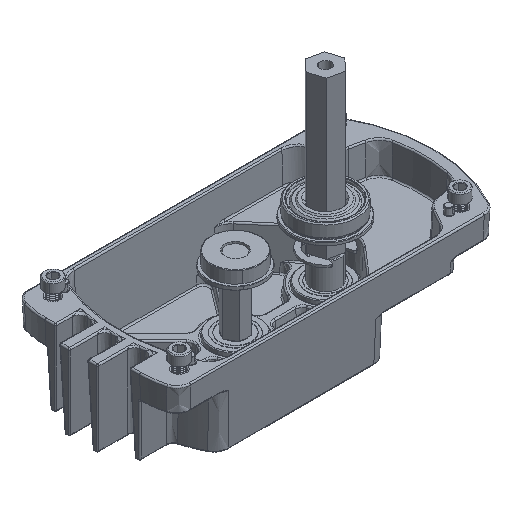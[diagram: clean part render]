
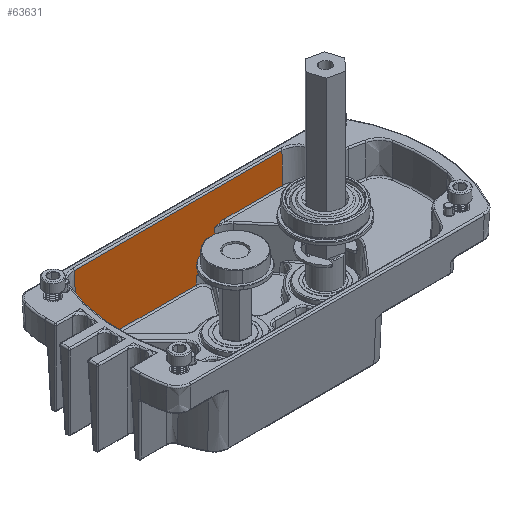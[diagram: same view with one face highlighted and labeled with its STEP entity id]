
A CAD part, isometric view. The second image highlights one B-rep face of the part: STEP entity #63631.
In plain terms, the highlighted face is planar.
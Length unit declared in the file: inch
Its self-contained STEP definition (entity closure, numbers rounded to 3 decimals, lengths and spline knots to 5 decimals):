
#960 = CARTESIAN_POINT ( 'NONE',  ( 1.33017, -0.95614, -0.56779 ) ) ;
#1235 = VECTOR ( 'NONE', #45192, 39.37008 ) ;
#2879 = ORIENTED_EDGE ( 'NONE', *, *, #64465, .T. ) ;
#3363 = CARTESIAN_POINT ( 'NONE',  ( 1.35012, -2.17859, 0.00354 ) ) ;
#3956 = LINE ( 'NONE', #59389, #64630 ) ;
#4662 = CARTESIAN_POINT ( 'NONE',  ( 1.33094, -1.11112, -0.54587 ) ) ;
#4800 = CARTESIAN_POINT ( 'NONE',  ( 1.30492, 0.87803, -1.29087 ) ) ;
#4936 = EDGE_CURVE ( 'NONE', #14879, #31305, #17658, .T. ) ;
#5275 = LINE ( 'NONE', #10315, #8280 ) ;
#5370 = EDGE_CURVE ( 'NONE', #34252, #17421, #69902, .T. ) ;
#6833 = ORIENTED_EDGE ( 'NONE', *, *, #48554, .T. ) ;
#7315 = CARTESIAN_POINT ( 'NONE',  ( 1.31156, -0.72809, -1.10087 ) ) ;
#8108 = VERTEX_POINT ( 'NONE', #18704 ) ;
#8280 = VECTOR ( 'NONE', #54248, 39.37008 ) ;
#8340 = ORIENTED_EDGE ( 'NONE', *, *, #13843, .T. ) ;
#8479 = ORIENTED_EDGE ( 'NONE', *, *, #4936, .T. ) ;
#9646 = CARTESIAN_POINT ( 'NONE',  ( 1.3305, 1.51037, -0.55847 ) ) ;
#9797 = CARTESIAN_POINT ( 'NONE',  ( 1.35031, -0.69881, 0.00892 ) ) ;
#9813 = VERTEX_POINT ( 'NONE', #22279 ) ;
#10010 = CARTESIAN_POINT ( 'NONE',  ( 1.30492, -0.60779, -1.29087 ) ) ;
#10063 = DIRECTION ( 'NONE',  ( 0., -1., 0. ) ) ;
#10315 = CARTESIAN_POINT ( 'NONE',  ( 1.31156, -0.82631, -1.10087 ) ) ;
#10782 = CARTESIAN_POINT ( 'NONE',  ( 1.33006, -1.01055, -0.57089 ) ) ;
#11149 = CARTESIAN_POINT ( 'NONE',  ( 1.33068, -1.06742, -0.55332 ) ) ;
#11799 = VERTEX_POINT ( 'NONE', #4800 ) ;
#12407 = VECTOR ( 'NONE', #26028, 39.37008 ) ;
#12788 = CARTESIAN_POINT ( 'NONE',  ( 1.34916, -2.17803, -0.02413 ) ) ;
#12844 = EDGE_CURVE ( 'NONE', #36393, #14879, #5275, .T. ) ;
#13077 = CARTESIAN_POINT ( 'NONE',  ( 1.31116, -0.67845, -1.11212 ) ) ;
#13478 = EDGE_CURVE ( 'NONE', #65332, #8108, #26685, .T. ) ;
#13843 = EDGE_CURVE ( 'NONE', #25523, #9813, #33380, .T. ) ;
#14879 = VERTEX_POINT ( 'NONE', #61157 ) ;
#14905 = CARTESIAN_POINT ( 'NONE',  ( 1.33094, -2.16742, -0.54587 ) ) ;
#15169 = EDGE_CURVE ( 'NONE', #52061, #25523, #67758, .T. ) ;
#15989 = PLANE ( 'NONE',  #19016 ) ;
#16098 = CARTESIAN_POINT ( 'NONE',  ( 1.34916, 1.5225, -0.02413 ) ) ;
#16829 = CARTESIAN_POINT ( 'NONE',  ( 1.3115, 0.98016, -1.10256 ) ) ;
#17421 = VERTEX_POINT ( 'NONE', #12788 ) ;
#17658 = B_SPLINE_CURVE_WITH_KNOTS ( 'NONE', 3,
 ( #34134, #28679, #16829, #38826, #27978, #66810, #44229, #66103 ),
 .UNSPECIFIED., .F., .F.,
 ( 4, 2, 2, 4 ),
 ( 0., 0.00078, 0.00156, 0.00311 ),
 .UNSPECIFIED. ) ;
#18704 = CARTESIAN_POINT ( 'NONE',  ( 1.30987, -0.61772, -1.14913 ) ) ;
#19016 = AXIS2_PLACEMENT_3D ( 'NONE', #27488, #37990, #59920 ) ;
#19107 = LINE ( 'NONE', #52609, #27935 ) ;
#19434 = VECTOR ( 'NONE', #33025, 39.37008 ) ;
#21547 = LINE ( 'NONE', #70133, #46321 ) ;
#21555 = CARTESIAN_POINT ( 'NONE',  ( 1.33088, -1.09644, -0.54766 ) ) ;
#22279 = CARTESIAN_POINT ( 'NONE',  ( 1.32925, -0.95571, -0.59413 ) ) ;
#22955 = ORIENTED_EDGE ( 'NONE', *, *, #40988, .T. ) ;
#23693 = CARTESIAN_POINT ( 'NONE',  ( 1.31156, 1.49799, -1.10087 ) ) ;
#23742 = CARTESIAN_POINT ( 'NONE',  ( 1.30987, 0.89011, -1.14913 ) ) ;
#24044 = EDGE_CURVE ( 'NONE', #53807, #34252, #35607, .T. ) ;
#24761 = EDGE_CURVE ( 'NONE', #17421, #33517, #19107, .T. ) ;
#25523 = VERTEX_POINT ( 'NONE', #30832 ) ;
#26028 = DIRECTION ( 'NONE',  ( 0.035, -0.02, 0.999 ) ) ;
#26537 = CARTESIAN_POINT ( 'NONE',  ( 1.31787, 1.50213, -0.92007 ) ) ;
#26685 = LINE ( 'NONE', #9797, #33599 ) ;
#26900 = CARTESIAN_POINT ( 'NONE',  ( 1.32418, 1.50626, -0.73927 ) ) ;
#27388 = DIRECTION ( 'NONE',  ( 0.035, -0.07, 0.997 ) ) ;
#27488 = CARTESIAN_POINT ( 'NONE',  ( 1.35, -0.82631, 0. ) ) ;
#27935 = VECTOR ( 'NONE', #46883, 39.37008 ) ;
#27978 = CARTESIAN_POINT ( 'NONE',  ( 1.31116, 0.9509, -1.11213 ) ) ;
#28211 = CARTESIAN_POINT ( 'NONE',  ( 1.30987, -0.61772, -1.14913 ) ) ;
#28679 = CARTESIAN_POINT ( 'NONE',  ( 1.31156, 0.99023, -1.10087 ) ) ;
#29145 = B_SPLINE_CURVE_WITH_KNOTS ( 'NONE', 3,
 ( #28211, #40458, #46235, #13077, #39764, #62019, #61682, #7315 ),
 .UNSPECIFIED., .F., .F.,
 ( 4, 2, 2, 4 ),
 ( -0.00001, 0.00155, 0.00232, 0.0031 ),
 .UNSPECIFIED. ) ;
#29645 = CARTESIAN_POINT ( 'NONE',  ( 1.31156, -0.82631, -1.10087 ) ) ;
#30832 = CARTESIAN_POINT ( 'NONE',  ( 1.31156, -0.94758, -1.10087 ) ) ;
#31305 = VERTEX_POINT ( 'NONE', #23742 ) ;
#32900 = ORIENTED_EDGE ( 'NONE', *, *, #64267, .T. ) ;
#33025 = DIRECTION ( 'NONE',  ( 0.035, -0.016, 0.999 ) ) ;
#33380 = LINE ( 'NONE', #960, #19434 ) ;
#33499 = CARTESIAN_POINT ( 'NONE',  ( 1.31156, -0.72809, -1.10087 ) ) ;
#33517 = VERTEX_POINT ( 'NONE', #45849 ) ;
#33599 = VECTOR ( 'NONE', #27388, 39.37008 ) ;
#34123 = CARTESIAN_POINT ( 'NONE',  ( 1.33094, -1.12611, -0.54587 ) ) ;
#34134 = CARTESIAN_POINT ( 'NONE',  ( 1.31156, 1.00058, -1.10087 ) ) ;
#34252 = VERTEX_POINT ( 'NONE', #14905 ) ;
#35252 = ORIENTED_EDGE ( 'NONE', *, *, #12844, .T. ) ;
#35607 = LINE ( 'NONE', #39969, #53228 ) ;
#36393 = VERTEX_POINT ( 'NONE', #23693 ) ;
#37738 = ORIENTED_EDGE ( 'NONE', *, *, #15169, .T. ) ;
#37990 = DIRECTION ( 'NONE',  ( -0.999, 0., 0.035 ) ) ;
#38099 = CARTESIAN_POINT ( 'NONE',  ( 1.33672, 1.51443, -0.38036 ) ) ;
#38826 = CARTESIAN_POINT ( 'NONE',  ( 1.3113, 0.96042, -1.10819 ) ) ;
#39764 = CARTESIAN_POINT ( 'NONE',  ( 1.3113, -0.68796, -1.10819 ) ) ;
#39969 = CARTESIAN_POINT ( 'NONE',  ( 1.33094, -0.82631, -0.54587 ) ) ;
#40458 = CARTESIAN_POINT ( 'NONE',  ( 1.31028, -0.63441, -1.13738 ) ) ;
#40979 = EDGE_CURVE ( 'NONE', #31305, #11799, #21547, .T. ) ;
#40988 = EDGE_CURVE ( 'NONE', #11799, #65332, #3956, .T. ) ;
#43166 = CARTESIAN_POINT ( 'NONE',  ( 1.34294, 1.51847, -0.20224 ) ) ;
#43408 = FACE_OUTER_BOUND ( 'NONE', #55320, .T. ) ;
#43568 = DIRECTION ( 'NONE',  ( -0.035, -0.085, -0.996 ) ) ;
#43576 = CARTESIAN_POINT ( 'NONE',  ( 1.33094, -1.12611, -0.54587 ) ) ;
#44229 = CARTESIAN_POINT ( 'NONE',  ( 1.31028, 0.90681, -1.13739 ) ) ;
#44858 = ORIENTED_EDGE ( 'NONE', *, *, #40979, .T. ) ;
#45192 = DIRECTION ( 'NONE',  ( 0., -1., 0. ) ) ;
#45849 = CARTESIAN_POINT ( 'NONE',  ( 1.34916, 1.5225, -0.02413 ) ) ;
#46235 = CARTESIAN_POINT ( 'NONE',  ( 1.31069, -0.65121, -1.12574 ) ) ;
#46321 = VECTOR ( 'NONE', #43568, 39.37008 ) ;
#46883 = DIRECTION ( 'NONE',  ( 0., 1., 0. ) ) ;
#48444 = ORIENTED_EDGE ( 'NONE', *, *, #5370, .T. ) ;
#48554 = EDGE_CURVE ( 'NONE', #8108, #52061, #29145, .T. ) ;
#49317 = CARTESIAN_POINT ( 'NONE',  ( 1.32925, -0.95571, -0.59413 ) ) ;
#51043 = ORIENTED_EDGE ( 'NONE', *, *, #24761, .T. ) ;
#52061 = VERTEX_POINT ( 'NONE', #33499 ) ;
#52609 = CARTESIAN_POINT ( 'NONE',  ( 1.34916, -0.82631, -0.02413 ) ) ;
#53228 = VECTOR ( 'NONE', #62221, 39.37008 ) ;
#53807 = VERTEX_POINT ( 'NONE', #34123 ) ;
#54174 = ORIENTED_EDGE ( 'NONE', *, *, #24044, .T. ) ;
#54248 = DIRECTION ( 'NONE',  ( 0., -1., 0. ) ) ;
#55320 = EDGE_LOOP ( 'NONE', ( #67126, #6833, #37738, #8340, #32900, #54174, #48444, #51043, #2879, #35252, #8479, #44858, #22955 ) ) ;
#59389 = CARTESIAN_POINT ( 'NONE',  ( 1.30492, -0.6061, -1.29087 ) ) ;
#59920 = DIRECTION ( 'NONE',  ( 0.035, 0., 0.999 ) ) ;
#60462 = CARTESIAN_POINT ( 'NONE',  ( 1.32966, -0.9831, -0.58246 ) ) ;
#61157 = CARTESIAN_POINT ( 'NONE',  ( 1.31156, 1.00058, -1.10087 ) ) ;
#61682 = CARTESIAN_POINT ( 'NONE',  ( 1.31156, -0.71774, -1.10087 ) ) ;
#62019 = CARTESIAN_POINT ( 'NONE',  ( 1.3115, -0.70768, -1.10256 ) ) ;
#62221 = DIRECTION ( 'NONE',  ( 0., -1., 0. ) ) ;
#63631 = ADVANCED_FACE ( 'NONE', ( #43408 ), #15989, .T. ) ;
#64267 = EDGE_CURVE ( 'NONE', #9813, #53807, #68885, .T. ) ;
#64327 = CARTESIAN_POINT ( 'NONE',  ( 1.31156, 1.49799, -1.10087 ) ) ;
#64465 = EDGE_CURVE ( 'NONE', #33517, #36393, #70674, .T. ) ;
#64630 = VECTOR ( 'NONE', #10063, 39.37008 ) ;
#64759 = CARTESIAN_POINT ( 'NONE',  ( 1.33054, -1.05305, -0.55724 ) ) ;
#65332 = VERTEX_POINT ( 'NONE', #10010 ) ;
#66103 = CARTESIAN_POINT ( 'NONE',  ( 1.30987, 0.89011, -1.14913 ) ) ;
#66810 = CARTESIAN_POINT ( 'NONE',  ( 1.31069, 0.92364, -1.12575 ) ) ;
#67126 = ORIENTED_EDGE ( 'NONE', *, *, #13478, .T. ) ;
#67758 = LINE ( 'NONE', #29645, #1235 ) ;
#68885 = B_SPLINE_CURVE_WITH_KNOTS ( 'NONE', 3,
 ( #49317, #60462, #10782, #64759, #11149, #21555, #4662, #43576 ),
 .UNSPECIFIED., .F., .F.,
 ( 4, 2, 2, 4 ),
 ( -0.00002, 0.00225, 0.00339, 0.00452 ),
 .UNSPECIFIED. ) ;
#69902 = LINE ( 'NONE', #3363, #12407 ) ;
#70133 = CARTESIAN_POINT ( 'NONE',  ( 1.30498, 0.87817, -1.28924 ) ) ;
#70674 = B_SPLINE_CURVE_WITH_KNOTS ( 'NONE', 3,
 ( #16098, #43166, #38099, #9646, #26900, #26537, #64327 ),
 .UNSPECIFIED., .F., .F.,
 ( 4, 3, 4 ),
 ( 0.00061, 0.0142, 0.02799 ),
 .UNSPECIFIED. ) ;
